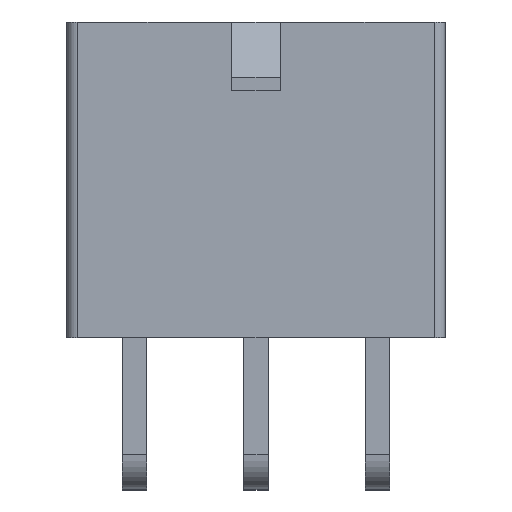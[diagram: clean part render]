
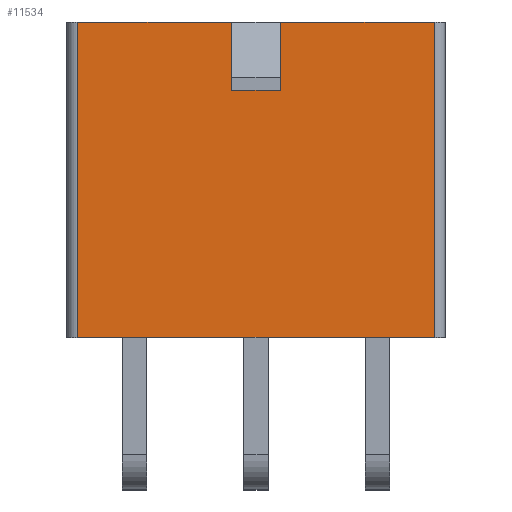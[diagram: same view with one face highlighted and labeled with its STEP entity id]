
A CAD part, top view. The second image highlights one B-rep face of the part: STEP entity #11534.
In plain terms, the highlighted planar face has unit normal (0, 0, 1).
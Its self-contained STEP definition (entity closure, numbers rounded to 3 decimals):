
#308=LINE('',#15110,#1366);
#310=LINE('',#15114,#1368);
#435=LINE('',#15406,#1493);
#599=LINE('',#15778,#1657);
#600=LINE('',#15780,#1658);
#601=LINE('',#15781,#1659);
#602=LINE('',#15783,#1660);
#603=LINE('',#15785,#1661);
#1366=VECTOR('',#12788,1000.);
#1368=VECTOR('',#12790,1000.);
#1493=VECTOR('',#12961,1000.);
#1657=VECTOR('',#13311,1000.);
#1658=VECTOR('',#13314,1000.);
#1659=VECTOR('',#13315,1000.);
#1660=VECTOR('',#13316,1000.);
#1661=VECTOR('',#13317,1000.);
#3058=ORIENTED_EDGE('',*,*,#4863,.F.);
#3059=ORIENTED_EDGE('',*,*,#5199,.T.);
#3060=ORIENTED_EDGE('',*,*,#5011,.T.);
#3061=ORIENTED_EDGE('',*,*,#5200,.F.);
#3062=ORIENTED_EDGE('',*,*,#4865,.F.);
#3063=ORIENTED_EDGE('',*,*,#5201,.T.);
#3064=ORIENTED_EDGE('',*,*,#5202,.F.);
#3065=ORIENTED_EDGE('',*,*,#5203,.F.);
#4863=EDGE_CURVE('',#6026,#6027,#308,.T.);
#4865=EDGE_CURVE('',#6028,#6029,#310,.T.);
#5011=EDGE_CURVE('',#6173,#6172,#435,.T.);
#5199=EDGE_CURVE('',#6026,#6173,#599,.T.);
#5200=EDGE_CURVE('',#6029,#6172,#600,.T.);
#5201=EDGE_CURVE('',#6028,#6288,#601,.T.);
#5202=EDGE_CURVE('',#6289,#6288,#602,.T.);
#5203=EDGE_CURVE('',#6027,#6289,#603,.T.);
#6026=VERTEX_POINT('',#15109);
#6027=VERTEX_POINT('',#15111);
#6028=VERTEX_POINT('',#15113);
#6029=VERTEX_POINT('',#15115);
#6172=VERTEX_POINT('',#15405);
#6173=VERTEX_POINT('',#15407);
#6288=VERTEX_POINT('',#15782);
#6289=VERTEX_POINT('',#15784);
#6822=EDGE_LOOP('',(#3058,#3059,#3060,#3061,#3062,#3063,#3064,#3065));
#7324=FACE_BOUND('',#6822,.T.);
#7779=PLANE('',#12103);
#11534=ADVANCED_FACE('',(#7324),#7779,.T.);
#12103=AXIS2_PLACEMENT_3D('',#15779,#13312,#13313);
#12788=DIRECTION('',(-1.,0.,0.));
#12790=DIRECTION('',(-1.,0.,0.));
#12961=DIRECTION('',(-1.,0.,0.));
#13311=DIRECTION('',(0.,1.,0.));
#13312=DIRECTION('',(0.,0.,1.));
#13313=DIRECTION('',(0.,1.,0.));
#13314=DIRECTION('',(0.,1.,0.));
#13315=DIRECTION('',(0.,1.,0.));
#13316=DIRECTION('',(-1.,0.,0.));
#13317=DIRECTION('',(0.,1.,0.));
#15109=CARTESIAN_POINT('',(8.375,-7.4,6.24));
#15110=CARTESIAN_POINT('',(8.875,-7.4,6.24));
#15111=CARTESIAN_POINT('',(1.15,-7.4,6.24));
#15113=CARTESIAN_POINT('',(-1.15,-7.4,6.24));
#15114=CARTESIAN_POINT('',(8.875,-7.4,6.24));
#15115=CARTESIAN_POINT('',(-8.375,-7.4,6.24));
#15405=CARTESIAN_POINT('',(-8.375,7.4,6.24));
#15406=CARTESIAN_POINT('',(8.875,7.4,6.24));
#15407=CARTESIAN_POINT('',(8.375,7.4,6.24));
#15778=CARTESIAN_POINT('',(8.375,7.4,6.24));
#15779=CARTESIAN_POINT('',(8.875,-7.4,6.24));
#15780=CARTESIAN_POINT('',(-8.375,-7.4,6.24));
#15781=CARTESIAN_POINT('',(-1.15,-7.4,6.24));
#15782=CARTESIAN_POINT('',(-1.15,-4.351,6.24));
#15783=CARTESIAN_POINT('',(1.15,-4.351,6.24));
#15784=CARTESIAN_POINT('',(1.15,-4.351,6.24));
#15785=CARTESIAN_POINT('',(1.15,-7.4,6.24));
